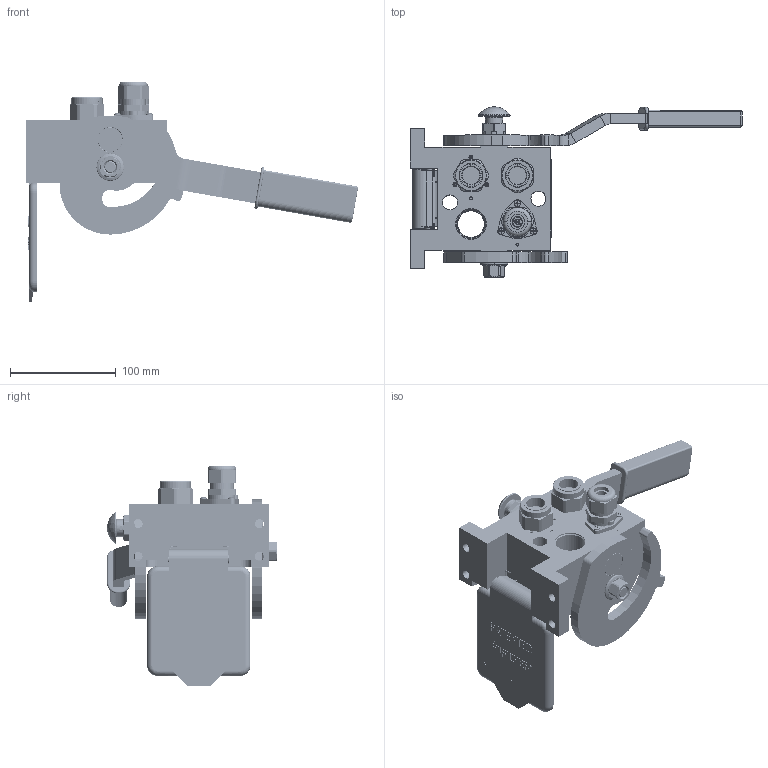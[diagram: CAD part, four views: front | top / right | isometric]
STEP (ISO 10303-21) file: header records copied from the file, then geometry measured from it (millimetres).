
FILE_DESCRIPTION (( 'STEP AP214' ), '1' );
FILE_NAME ('FASTER.step', '2025-03-06T15:13:32', ( '' ), ( '' ), 'SwSTEP 2.0', 'SolidWorks 2017', '' );
FILE_SCHEMA (( 'AUTOMOTIVE_DESIGN' ));
Length unit declared in the file: millimetre
Products named in the file (42): 4830_024_4006_010; 4830_044_0000_000; conn_7p_f; corspel08-7_f; 4830_070_0000_001; 4850_024_0000_013; 4830_025_2000_000; Copia di 4850_007_0003_000.prt^corspel08-7_f; 4820_001_0004_000; Copia di inspel08-7_f.prt^Copia di inspel08-7_f.asm_corspel08-7_f; or1_5x7_m; 4830_001_0005_301; 4830_024_4004_020; 1540_080_0012_000; 4830_024_0001_012; 4830_022_0000_011; FASTER; Copia di 4850_032_0000_000.prt^Copia di inspel08-7_f.asm_corspel08-7_f; 2ffnb12_gas_f; et011; curs_molla_12; 4142_072_1000_300; 4850_007_0000_000; 4830_024_4006_000_ASM; 4340_014_0000_000; Copia di 4830_042_0000_000.prt^corspel08-7_f; P508_F_A_BASE; Copia di inspel08-7_f.asm^corspel08-7_f; sicura_p5; P508FA; 4830_025_1000_000; 4241_072_0000_200; 4830_001_0005_300; Copia di 4850_007_0001_000.prt^corspel08-7_f; 4830_025_0000_001; 4830_020_0000_024; A_2ffnb12_gas_f; 4830_024_4006_000; 4850_024_6001_021; 0048_042_0412_000 ...
Assembly tree (50 placements, depth 5):
  FASTER
    P508_F_A_BASE
      P508FA
        4830_020_0000_024
        4820_001_0004_000
        4810_001_0001_014
        4830_001_0005_300
        4830_001_0005_301
    A_2ffnb12_gas_f  x2
      curs_molla_12
        4340_014_0000_000
        4142_072_1000_300
      2ffnb12_gas_f
        2ffnb12_gas_f
    conn_7p_f
      corspel08-7_f
        Copia di 4850_007_0001_000.prt^corspel08-7_f
        Copia di inspel08-7_f.asm^corspel08-7_f
          Copia di inspel08-7_f.prt^Copia di inspel08-7_f.asm_corspel08-7_f
          Copia di 4850_032_0000_000.prt^Copia di inspel08-7_f.asm_corspel08-7_f  x7
        Copia di 4850_007_0003_000.prt^corspel08-7_f
        Copia di 4830_042_0000_000.prt^corspel08-7_f
      4830_044_0000_000  x3
      4850_007_0000_000
      4241_072_0000_200
    4830_024_4006_000
      4830_024_4006_000_ASM
        4830_024_4006_010
        4850_024_6001_021
      sicura_p5
        4830_025_0000_001
        or1_5x7_m
        0048_042_0412_000
      4830_025_2000_000
      4830_025_1000_000
      4830_024_4004_020
      4830_022_0000_011
      4830_070_0000_001
      1540_080_0012_000
      4830_024_0001_012
      4850_024_0000_013
    et011
Bounding box: 314.67 x 161.23 x 209.4 mm (x, y, z)
Volume: 119621.2 mm3; surface area: 301839.1 mm2
Topology: 28 solids, 69 shells, 4186 faces, 10755 edges, 6850 vertices
Faces by surface type: plane 2273, cylinder 886, cone 379, torus 362, bspline 231, sphere 55
Entity records: 145239 total; most frequent: CARTESIAN_POINT 52556, ORIENTED_EDGE 18349, DIRECTION 17178, EDGE_CURVE 9279, VECTOR 6378, LINE 6378, VERTEX_POINT 5946, AXIS2_PLACEMENT_3D 5400
